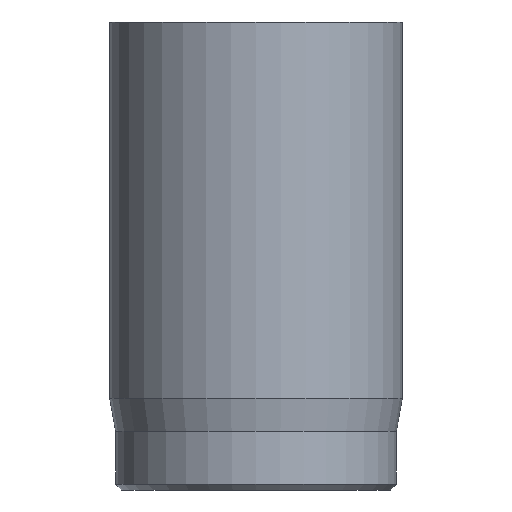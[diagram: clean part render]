
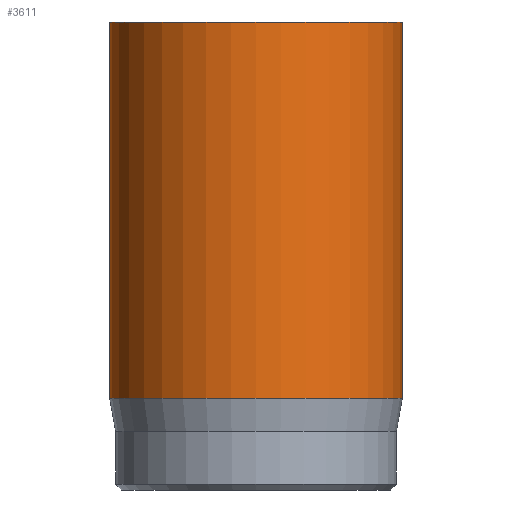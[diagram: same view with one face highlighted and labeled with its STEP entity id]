
A CAD part, front view. The second image highlights one B-rep face of the part: STEP entity #3611.
In plain terms, the highlighted cylindrical face has radius 2.5 mm (diameter 5 mm), a full revolution.
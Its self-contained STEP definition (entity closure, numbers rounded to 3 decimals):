
#519=CYLINDRICAL_SURFACE('',#3792,2.5);
#659=FACE_OUTER_BOUND('',#878,.T.);
#878=EDGE_LOOP('',(#3100,#3101,#3102,#3103,#3104));
#1101=LINE('',#6520,#1339);
#1339=VECTOR('',#4090,2.5);
#1432=CIRCLE('',#3774,2.5);
#1439=CIRCLE('',#3790,2.5);
#1440=CIRCLE('',#3791,2.5);
#1694=VERTEX_POINT('',#6487);
#1701=VERTEX_POINT('',#6514);
#1702=VERTEX_POINT('',#6515);
#2177=EDGE_CURVE('',#1694,#1694,#1432,.T.);
#2188=EDGE_CURVE('',#1701,#1702,#1439,.T.);
#2189=EDGE_CURVE('',#1702,#1701,#1440,.T.);
#2191=EDGE_CURVE('',#1694,#1701,#1101,.T.);
#3100=ORIENTED_EDGE('',*,*,#2177,.T.);
#3101=ORIENTED_EDGE('',*,*,#2191,.T.);
#3102=ORIENTED_EDGE('',*,*,#2188,.T.);
#3103=ORIENTED_EDGE('',*,*,#2189,.T.);
#3104=ORIENTED_EDGE('',*,*,#2191,.F.);
#3611=ADVANCED_FACE('',(#659),#519,.T.);
#3774=AXIS2_PLACEMENT_3D('',#6488,#4047,#4048);
#3790=AXIS2_PLACEMENT_3D('',#6516,#4083,#4084);
#3791=AXIS2_PLACEMENT_3D('',#6517,#4085,#4086);
#3792=AXIS2_PLACEMENT_3D('',#6519,#4088,#4089);
#4047=DIRECTION('center_axis',(0.,0.,-1.));
#4048=DIRECTION('ref_axis',(-1.,0.,0.));
#4083=DIRECTION('center_axis',(0.,0.,1.));
#4084=DIRECTION('ref_axis',(-1.,0.,0.));
#4085=DIRECTION('center_axis',(0.,0.,1.));
#4086=DIRECTION('ref_axis',(-1.,0.,0.));
#4088=DIRECTION('center_axis',(0.,0.,1.));
#4089=DIRECTION('ref_axis',(-1.,0.,0.));
#4090=DIRECTION('',(0.,0.,-1.));
#6487=CARTESIAN_POINT('',(2.5,0.,8.));
#6488=CARTESIAN_POINT('Origin',(0.,0.,8.));
#6514=CARTESIAN_POINT('',(2.5,0.,1.567));
#6515=CARTESIAN_POINT('',(-2.5,0.,1.567));
#6516=CARTESIAN_POINT('Origin',(0.,0.,1.567));
#6517=CARTESIAN_POINT('Origin',(0.,0.,1.567));
#6519=CARTESIAN_POINT('Origin',(0.,0.,0.));
#6520=CARTESIAN_POINT('',(2.5,0.,0.));
